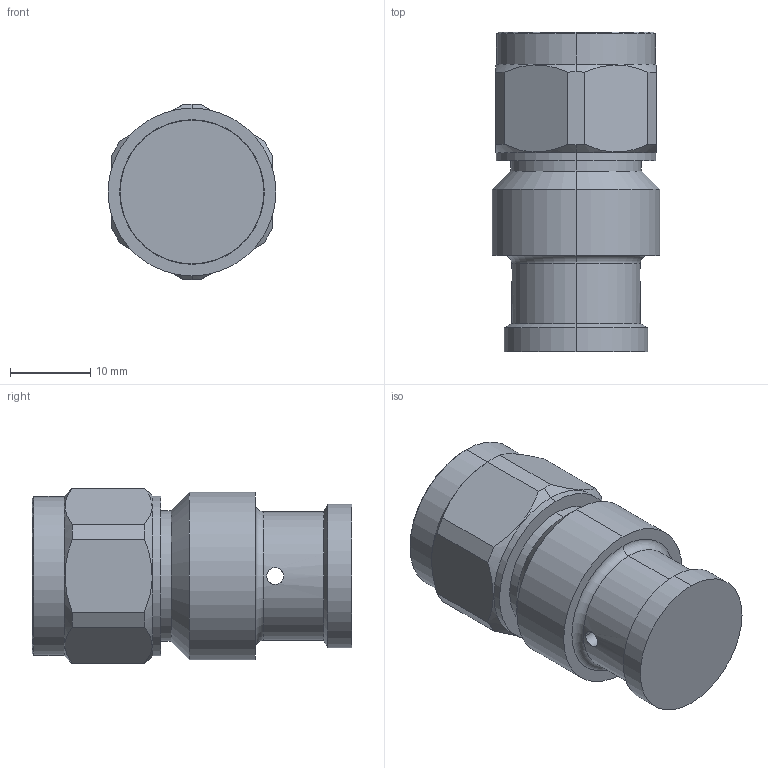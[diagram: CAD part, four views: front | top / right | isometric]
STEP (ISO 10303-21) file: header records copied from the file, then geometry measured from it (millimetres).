
FILE_DESCRIPTION((''),'2;1');
FILE_NAME('2','2021-08-11T',('Administrator'),(''),'PRO/ENGINEER BY PARAMETRIC TECHNOLOGY CORPORATION, 2012090','PRO/ENGINEER BY PARAMETRIC TECHNOLOGY CORPORATION, 2012090','');
FILE_SCHEMA(('CONFIG_CONTROL_DESIGN'));
Length unit declared in the file: millimetre
Products named in the file (1): 2
Bounding box: 20.9 x 39.8 x 21.88 mm (x, y, z)
Volume: 9806.3 mm3; surface area: 4559.2 mm2
Topology: 1 solids, 1 shells, 93 faces, 227 edges, 142 vertices
Faces by surface type: cylinder 37, plane 34, cone 14, bspline 4, torus 2, sphere 2
Entity records: 3951 total; most frequent: CARTESIAN_POINT 1784, ORIENTED_EDGE 454, DIRECTION 423, EDGE_CURVE 227, AXIS2_PLACEMENT_3D 163, VERTEX_POINT 142, EDGE_LOOP 101, VECTOR 97
